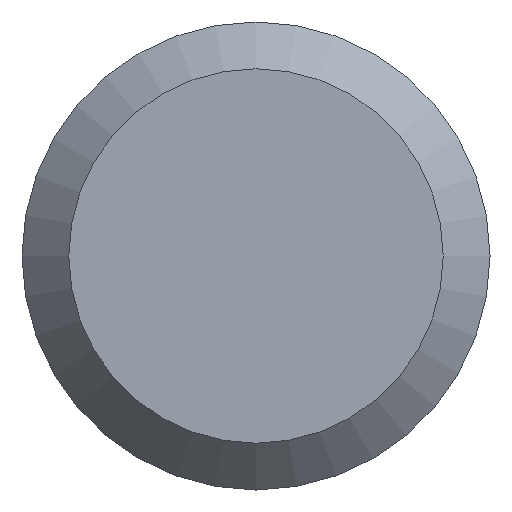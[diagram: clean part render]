
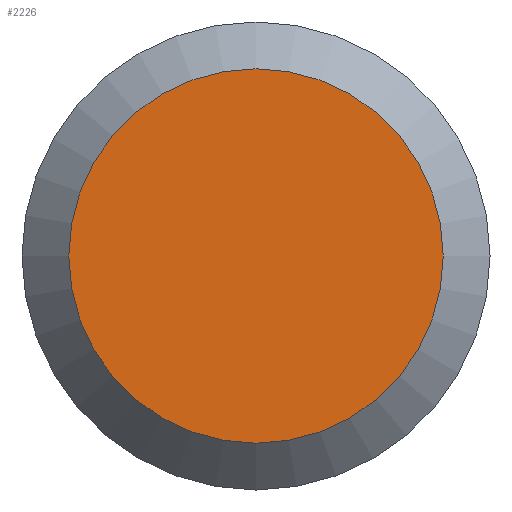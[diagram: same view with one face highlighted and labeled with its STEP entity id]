
A CAD part, front view. The second image highlights one B-rep face of the part: STEP entity #2226.
In plain terms, the highlighted planar face has unit normal (0, -1, 0).
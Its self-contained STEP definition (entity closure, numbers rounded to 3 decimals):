
#5 = AXIS2_PLACEMENT_3D ( 'NONE', #13165, #1894, #700 ) ;
#700 = DIRECTION ( 'NONE',  ( 0., 0., 1. ) ) ;
#1856 = CARTESIAN_POINT ( 'NONE',  ( 0., -500., 0. ) ) ;
#1894 = DIRECTION ( 'NONE',  ( 0., 1., 0. ) ) ;
#2226 = ADVANCED_FACE ( 'NONE', ( #6526 ), #13046, .F. ) ;
#5336 = CIRCLE ( 'NONE', #7791, 4. ) ;
#5407 = DIRECTION ( 'NONE',  ( 0., 0., 1. ) ) ;
#5615 = VERTEX_POINT ( 'NONE', #8683 ) ;
#6526 = FACE_OUTER_BOUND ( 'NONE', #11076, .T. ) ;
#7791 = AXIS2_PLACEMENT_3D ( 'NONE', #1856, #10492, #5407 ) ;
#8667 = ORIENTED_EDGE ( 'NONE', *, *, #8910, .T. ) ;
#8683 = CARTESIAN_POINT ( 'NONE',  ( 0., -500., 4. ) ) ;
#8910 = EDGE_CURVE ( 'NONE', #5615, #5615, #5336, .T. ) ;
#10492 = DIRECTION ( 'NONE',  ( 0., -1., 0. ) ) ;
#11076 = EDGE_LOOP ( 'NONE', ( #8667 ) ) ;
#13046 = PLANE ( 'NONE',  #5 ) ;
#13165 = CARTESIAN_POINT ( 'NONE',  ( 0., -500., 0. ) ) ;
